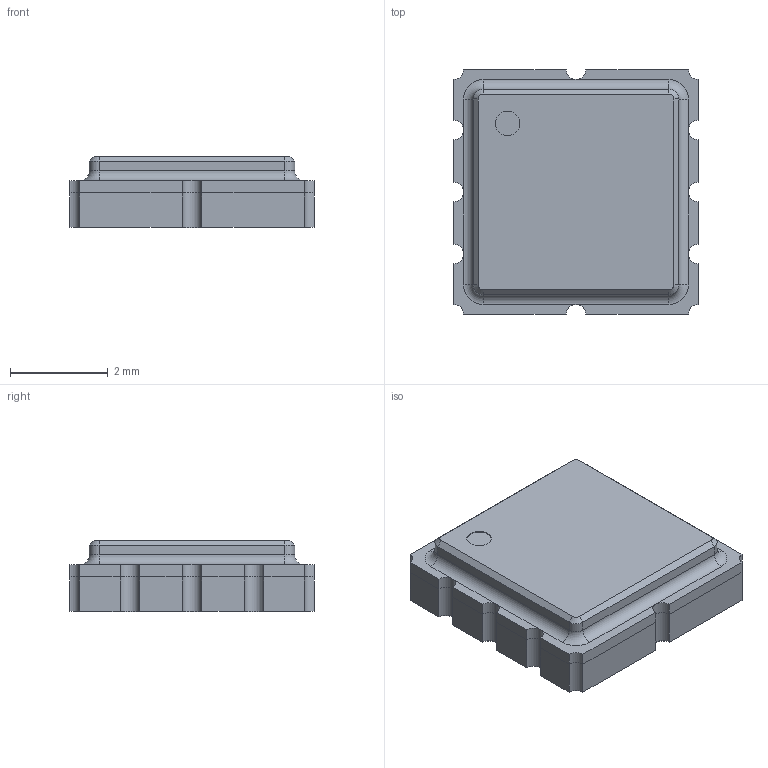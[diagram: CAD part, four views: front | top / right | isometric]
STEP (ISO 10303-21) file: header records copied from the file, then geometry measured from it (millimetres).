
FILE_DESCRIPTION(('FreeCAD Model'),'2;1');
FILE_NAME('Open CASCADE Shape Model','2024-01-17T13:54:16',(''),(''), 'Open CASCADE STEP processor 7.6','FreeCAD','Unknown');
FILE_SCHEMA(('AUTOMOTIVE_DESIGN { 1 0 10303 214 1 1 1 1 }'));
Length unit declared in the file: millimetre
Products named in the file (1): Mirrored
Bounding box: 5 x 5 x 1.46 mm (x, y, z)
Volume: 32.1 mm3; surface area: 75.3 mm2
Topology: 1 solids, 1 shells, 139 faces, 367 edges, 224 vertices
Faces by surface type: plane 88, cylinder 43, cone 4, torus 4
Full cylindrical faces by diameter (mm): 0.5 x1
Entity records: 9935 total; most frequent: CARTESIAN_POINT 1605, DIRECTION 1410, LINE 875, VECTOR 875, ORIENTED_EDGE 734, PCURVE 734, DEFINITIONAL_REPRESENTATION 734, EDGE_CURVE 367
